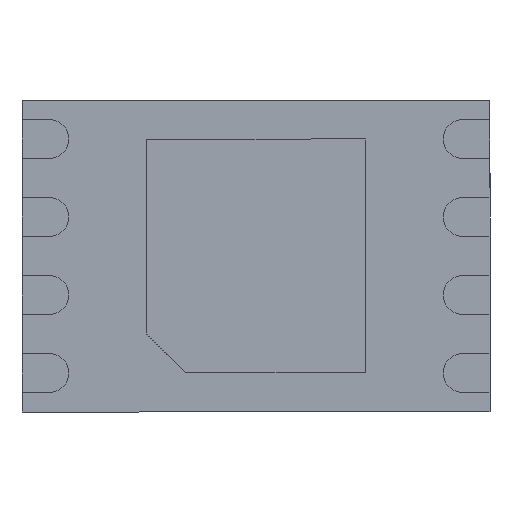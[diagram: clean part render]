
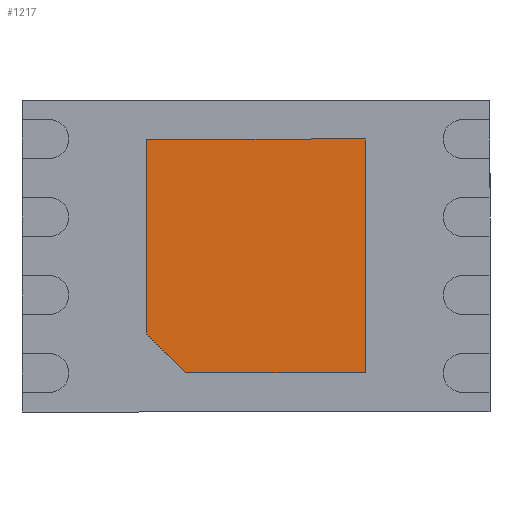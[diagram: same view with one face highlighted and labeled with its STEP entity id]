
A CAD part, front view. The second image highlights one B-rep face of the part: STEP entity #1217.
In plain terms, the highlighted planar face has unit normal (0, -1, 0).
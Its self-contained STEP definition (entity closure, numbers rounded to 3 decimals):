
#70 = DIRECTION ( 'NONE',  ( 1., 0., 0. ) ) ;
#224 = VECTOR ( 'NONE', #1204, 1000. ) ;
#651 = CARTESIAN_POINT ( 'NONE',  ( 0.7, 0.02, -0.75 ) ) ;
#698 = CARTESIAN_POINT ( 'NONE',  ( 0.7, 0.02, 0.75 ) ) ;
#752 = DIRECTION ( 'NONE',  ( 1., 0., 0. ) ) ;
#794 = EDGE_LOOP ( 'NONE', ( #3083, #2303, #3121, #1148, #3206 ) ) ;
#851 = EDGE_CURVE ( 'NONE', #1814, #2834, #1908, .T. ) ;
#1132 = CARTESIAN_POINT ( 'NONE',  ( -0.7, 0.02, -0.5 ) ) ;
#1148 = ORIENTED_EDGE ( 'NONE', *, *, #2620, .T. ) ;
#1167 = VERTEX_POINT ( 'NONE', #2082 ) ;
#1179 = CARTESIAN_POINT ( 'NONE',  ( -0.45, 0.02, -0.75 ) ) ;
#1204 = DIRECTION ( 'NONE',  ( 0., 0., -1. ) ) ;
#1210 = VECTOR ( 'NONE', #2477, 1000. ) ;
#1217 = ADVANCED_FACE ( 'NONE', ( #2871 ), #1901, .T. ) ;
#1469 = VERTEX_POINT ( 'NONE', #1179 ) ;
#1542 = CARTESIAN_POINT ( 'NONE',  ( 0.7, 0.02, -0.75 ) ) ;
#1568 = DIRECTION ( 'NONE',  ( 0., -1., 0. ) ) ;
#1579 = LINE ( 'NONE', #3251, #1626 ) ;
#1626 = VECTOR ( 'NONE', #70, 1000. ) ;
#1725 = AXIS2_PLACEMENT_3D ( 'NONE', #2922, #1568, #752 ) ;
#1749 = CARTESIAN_POINT ( 'NONE',  ( -0.7, 0.02, 0.75 ) ) ;
#1814 = VERTEX_POINT ( 'NONE', #698 ) ;
#1901 = PLANE ( 'NONE',  #1725 ) ;
#1908 = LINE ( 'NONE', #2636, #2380 ) ;
#2017 = VECTOR ( 'NONE', #2296, 1000. ) ;
#2082 = CARTESIAN_POINT ( 'NONE',  ( -0.7, 0.02, -0.5 ) ) ;
#2176 = EDGE_CURVE ( 'NONE', #1167, #1469, #2496, .T. ) ;
#2189 = CARTESIAN_POINT ( 'NONE',  ( -0.7, 0.02, 0.75 ) ) ;
#2296 = DIRECTION ( 'NONE',  ( 0., 0., 1. ) ) ;
#2303 = ORIENTED_EDGE ( 'NONE', *, *, #2176, .T. ) ;
#2344 = LINE ( 'NONE', #1749, #224 ) ;
#2380 = VECTOR ( 'NONE', #3420, 1000. ) ;
#2477 = DIRECTION ( 'NONE',  ( 0.707, 0., -0.707 ) ) ;
#2496 = LINE ( 'NONE', #1132, #1210 ) ;
#2620 = EDGE_CURVE ( 'NONE', #2780, #1814, #2850, .T. ) ;
#2636 = CARTESIAN_POINT ( 'NONE',  ( 0.7, 0.02, 0.75 ) ) ;
#2747 = EDGE_CURVE ( 'NONE', #1469, #2780, #1579, .T. ) ;
#2780 = VERTEX_POINT ( 'NONE', #651 ) ;
#2834 = VERTEX_POINT ( 'NONE', #2189 ) ;
#2850 = LINE ( 'NONE', #1542, #2017 ) ;
#2871 = FACE_OUTER_BOUND ( 'NONE', #794, .T. ) ;
#2922 = CARTESIAN_POINT ( 'NONE',  ( 0., 0.02, 0. ) ) ;
#3083 = ORIENTED_EDGE ( 'NONE', *, *, #3361, .T. ) ;
#3121 = ORIENTED_EDGE ( 'NONE', *, *, #2747, .T. ) ;
#3206 = ORIENTED_EDGE ( 'NONE', *, *, #851, .T. ) ;
#3251 = CARTESIAN_POINT ( 'NONE',  ( -0.45, 0.02, -0.75 ) ) ;
#3361 = EDGE_CURVE ( 'NONE', #2834, #1167, #2344, .T. ) ;
#3420 = DIRECTION ( 'NONE',  ( -1., 0., 0. ) ) ;
